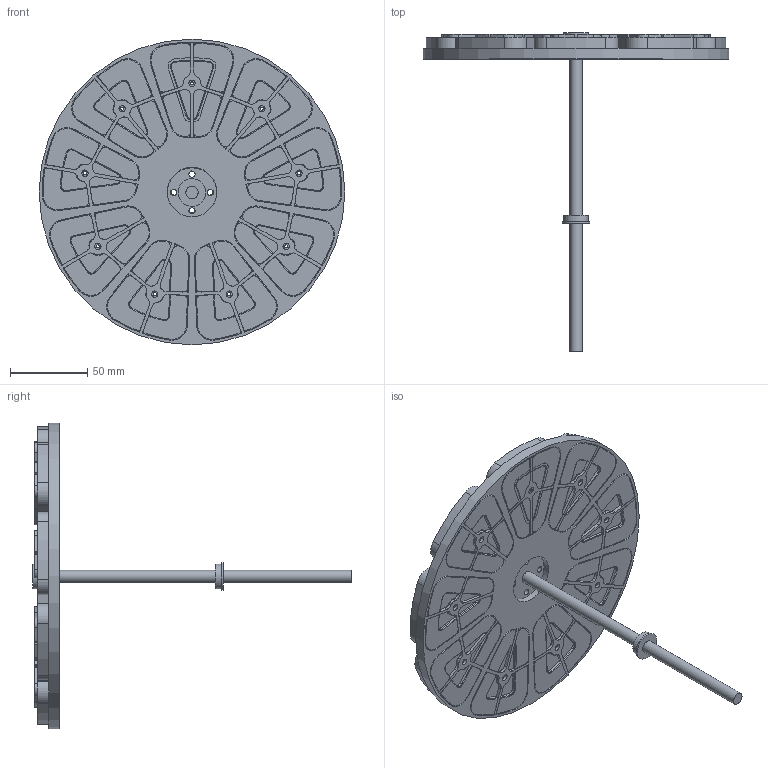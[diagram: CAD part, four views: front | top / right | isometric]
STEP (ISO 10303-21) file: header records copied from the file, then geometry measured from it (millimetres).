
FILE_DESCRIPTION(/* description */ (''),/* implementation_level */ '2;1');
FILE_NAME(/* name */ 'Motor.stp',/* time_stamp */ '2022-08-13T22:17:33-04:00',/* author */ ('AutoSteps'),/* organization */ (''),/* preprocessor_version */ 'ST-DEVELOPER v18.1',/* originating_system */ 'Autodesk Inventor 2022',/* authorisation */ '');
FILE_SCHEMA (('AUTOMOTIVE_DESIGN { 1 0 10303 214 3 1 1 }'));
Length unit declared in the file: millimetre
Products named in the file (7): Motor; Stator; StatorBody; CoilRing; FlangeBearing; Shaft; FlangeCoupling
Assembly tree (14 placements, depth 3):
  Motor
    Stator
      StatorBody
      CoilRing  x9
    FlangeBearing
    Shaft
    FlangeCoupling
Bounding box: 198.32 x 206.71 x 198.32 mm (x, y, z)
Volume: 371226.1 mm3; surface area: 216989.4 mm2
Topology: 33 solids, 33 shells, 1754 faces, 5006 edges, 3378 vertices
Faces by surface type: cylinder 799, plane 742, torus 213
Full cylindrical faces by diameter (mm): 2 x1, 2.1 x9, 2.4 x9, 4 x4, 4.08 x9, 4.1 x4, 5 x4, 6.1 x4, 8 x3, 8.08 x18, 16 x2, 16.1 x1, 18 x1, 32 x1, 32.1 x1, 40 x1, 198.322 x1
Entity records: 23756 total; most frequent: CARTESIAN_POINT 4561, DIRECTION 4151, ORIENTED_EDGE 3860, EDGE_CURVE 1930, AXIS2_PLACEMENT_3D 1565, VERTEX_POINT 1274, LINE 1021, VECTOR 1021
